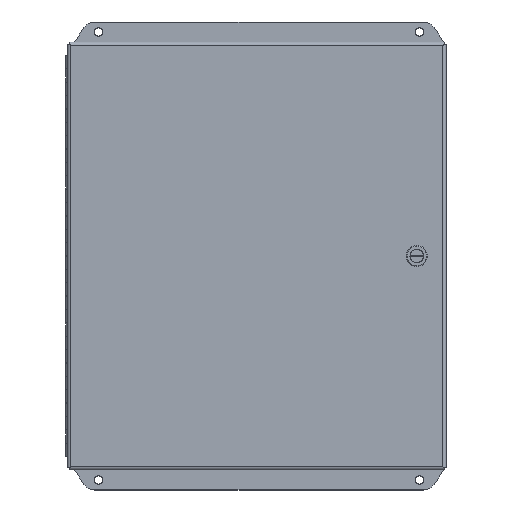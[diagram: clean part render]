
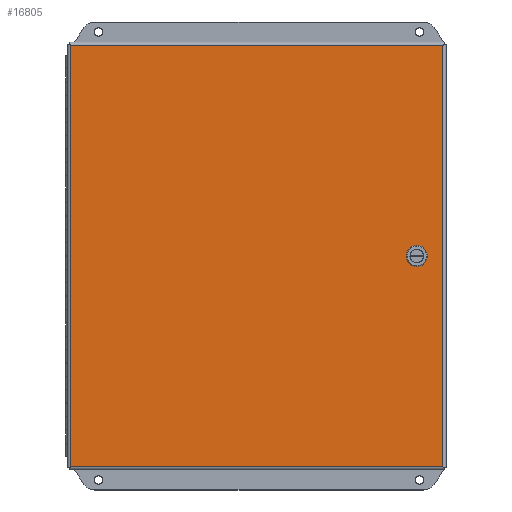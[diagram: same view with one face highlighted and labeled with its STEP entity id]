
A CAD part, front view. The second image highlights one B-rep face of the part: STEP entity #16805.
In plain terms, the highlighted planar face has unit normal (0, -1, 0).
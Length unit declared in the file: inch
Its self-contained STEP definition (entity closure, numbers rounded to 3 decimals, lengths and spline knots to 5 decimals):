
#454 = CARTESIAN_POINT ( 'NONE',  ( -7.0455, -8.61697, -7.8785 ) ) ;
#814 = VERTEX_POINT ( 'NONE', #19675 ) ;
#823 = EDGE_CURVE ( 'NONE', #20791, #4517, #7017, .T. ) ;
#947 = DIRECTION ( 'NONE',  ( 0., 0., 1. ) ) ;
#1020 = DIRECTION ( 'NONE',  ( 0., 0., -1. ) ) ;
#1801 = CARTESIAN_POINT ( 'NONE',  ( 6.231, -8.61697, -0.07559 ) ) ;
#2493 = VERTEX_POINT ( 'NONE', #22894 ) ;
#2942 = CARTESIAN_POINT ( 'NONE',  ( 6.231, -8.61697, 0.07559 ) ) ;
#3377 = ORIENTED_EDGE ( 'NONE', *, *, #6858, .T. ) ;
#3538 = EDGE_CURVE ( 'NONE', #2493, #20791, #15523, .T. ) ;
#3912 = CARTESIAN_POINT ( 'NONE',  ( 5.82441, -8.61697, 0.331 ) ) ;
#4277 = CARTESIAN_POINT ( 'NONE',  ( 5.97559, -8.61697, -0.331 ) ) ;
#4425 = CARTESIAN_POINT ( 'NONE',  ( 6.8785, -8.61697, 7.8785 ) ) ;
#4517 = VERTEX_POINT ( 'NONE', #10038 ) ;
#4632 = EDGE_CURVE ( 'NONE', #17360, #5878, #15281, .T. ) ;
#4705 = CARTESIAN_POINT ( 'NONE',  ( 5.569, -8.61697, 0.07559 ) ) ;
#5094 = VERTEX_POINT ( 'NONE', #4425 ) ;
#5773 = VECTOR ( 'NONE', #22802, 39.37008 ) ;
#5855 = CARTESIAN_POINT ( 'NONE',  ( 5.82441, -8.61697, -0.331 ) ) ;
#5878 = VERTEX_POINT ( 'NONE', #6904 ) ;
#6403 = DIRECTION ( 'NONE',  ( 0., 0., -1. ) ) ;
#6500 = CARTESIAN_POINT ( 'NONE',  ( 5.97559, -8.61697, 0.331 ) ) ;
#6687 = VECTOR ( 'NONE', #1020, 39.37008 ) ;
#6858 = EDGE_CURVE ( 'NONE', #4517, #5094, #25984, .T. ) ;
#6904 = CARTESIAN_POINT ( 'NONE',  ( 5.82441, -8.61697, 0.331 ) ) ;
#7017 = LINE ( 'NONE', #21667, #15549 ) ;
#7228 = LINE ( 'NONE', #14040, #22990 ) ;
#7429 = EDGE_CURVE ( 'NONE', #17213, #814, #22347, .T. ) ;
#7494 = ORIENTED_EDGE ( 'NONE', *, *, #7429, .F. ) ;
#7557 = CARTESIAN_POINT ( 'NONE',  ( 5.569, -8.61697, -0.07559 ) ) ;
#7603 = LINE ( 'NONE', #8022, #5773 ) ;
#8022 = CARTESIAN_POINT ( 'NONE',  ( 6.231, -8.61697, -0.07559 ) ) ;
#8024 = LINE ( 'NONE', #14569, #24429 ) ;
#8147 = VERTEX_POINT ( 'NONE', #8373 ) ;
#8373 = CARTESIAN_POINT ( 'NONE',  ( 5.82441, -8.61697, -0.331 ) ) ;
#8505 = CARTESIAN_POINT ( 'NONE',  ( 6.8785, -8.61697, -7.8785 ) ) ;
#8521 = PLANE ( 'NONE',  #17148 ) ;
#8848 = DIRECTION ( 'NONE',  ( 0., 0., -1. ) ) ;
#9214 = CARTESIAN_POINT ( 'NONE',  ( 6.231, -8.61697, 0.07559 ) ) ;
#9394 = VERTEX_POINT ( 'NONE', #9214 ) ;
#9435 = VECTOR ( 'NONE', #11009, 39.37008 ) ;
#9640 = VECTOR ( 'NONE', #24453, 39.37008 ) ;
#9981 = VERTEX_POINT ( 'NONE', #4277 ) ;
#10019 = DIRECTION ( 'NONE',  ( -1., 0., 0. ) ) ;
#10038 = CARTESIAN_POINT ( 'NONE',  ( 6.8785, -8.61697, -7.8785 ) ) ;
#10245 = LINE ( 'NONE', #5855, #26215 ) ;
#10630 = DIRECTION ( 'NONE',  ( 0., 0., 1. ) ) ;
#10929 = ORIENTED_EDGE ( 'NONE', *, *, #823, .T. ) ;
#11009 = DIRECTION ( 'NONE',  ( -1., 0., 0. ) ) ;
#11420 = EDGE_CURVE ( 'NONE', #5878, #17213, #19629, .T. ) ;
#11476 = ORIENTED_EDGE ( 'NONE', *, *, #16281, .F. ) ;
#11989 = ORIENTED_EDGE ( 'NONE', *, *, #3538, .T. ) ;
#12173 = VERTEX_POINT ( 'NONE', #1801 ) ;
#13811 = EDGE_CURVE ( 'NONE', #5094, #2493, #8024, .T. ) ;
#14040 = CARTESIAN_POINT ( 'NONE',  ( 5.97559, -8.61697, 0.331 ) ) ;
#14475 = EDGE_CURVE ( 'NONE', #12173, #9394, #18001, .T. ) ;
#14519 = DIRECTION ( 'NONE',  ( 0.707, 0., -0.707 ) ) ;
#14544 = ORIENTED_EDGE ( 'NONE', *, *, #13811, .T. ) ;
#14569 = CARTESIAN_POINT ( 'NONE',  ( -7.0455, -8.61697, 7.8785 ) ) ;
#15086 = EDGE_LOOP ( 'NONE', ( #28081, #20470, #7494, #17911, #20120, #26870, #25118, #11476 ) ) ;
#15281 = LINE ( 'NONE', #3912, #9435 ) ;
#15523 = LINE ( 'NONE', #454, #22202 ) ;
#15549 = VECTOR ( 'NONE', #17533, 39.37008 ) ;
#15721 = EDGE_CURVE ( 'NONE', #9394, #17360, #7228, .T. ) ;
#15850 = CARTESIAN_POINT ( 'NONE',  ( -7.0455, -8.61697, -7.8785 ) ) ;
#16281 = EDGE_CURVE ( 'NONE', #9981, #12173, #7603, .T. ) ;
#16805 = ADVANCED_FACE ( 'NONE', ( #28000, #19312 ), #8521, .T. ) ;
#17148 = AXIS2_PLACEMENT_3D ( 'NONE', #17189, #25866, #6403 ) ;
#17189 = CARTESIAN_POINT ( 'NONE',  ( -7.0455, -8.61697, -7.8785 ) ) ;
#17213 = VERTEX_POINT ( 'NONE', #19011 ) ;
#17360 = VERTEX_POINT ( 'NONE', #6500 ) ;
#17533 = DIRECTION ( 'NONE',  ( 1., 0., 0. ) ) ;
#17911 = ORIENTED_EDGE ( 'NONE', *, *, #11420, .F. ) ;
#18001 = LINE ( 'NONE', #2942, #26290 ) ;
#19011 = CARTESIAN_POINT ( 'NONE',  ( 5.569, -8.61697, 0.07559 ) ) ;
#19059 = CARTESIAN_POINT ( 'NONE',  ( 5.97559, -8.61697, -0.331 ) ) ;
#19060 = VECTOR ( 'NONE', #23180, 39.37008 ) ;
#19312 = FACE_OUTER_BOUND ( 'NONE', #23512, .T. ) ;
#19629 = LINE ( 'NONE', #4705, #9640 ) ;
#19675 = CARTESIAN_POINT ( 'NONE',  ( 5.569, -8.61697, -0.07559 ) ) ;
#20120 = ORIENTED_EDGE ( 'NONE', *, *, #4632, .F. ) ;
#20470 = ORIENTED_EDGE ( 'NONE', *, *, #22697, .F. ) ;
#20565 = DIRECTION ( 'NONE',  ( -0.707, 0., 0.707 ) ) ;
#20791 = VERTEX_POINT ( 'NONE', #15850 ) ;
#21667 = CARTESIAN_POINT ( 'NONE',  ( -7.0455, -8.61697, -7.8785 ) ) ;
#22202 = VECTOR ( 'NONE', #8848, 39.37008 ) ;
#22347 = LINE ( 'NONE', #7557, #6687 ) ;
#22697 = EDGE_CURVE ( 'NONE', #814, #8147, #10245, .T. ) ;
#22802 = DIRECTION ( 'NONE',  ( 0.707, 0., 0.707 ) ) ;
#22894 = CARTESIAN_POINT ( 'NONE',  ( -7.0455, -8.61697, 7.8785 ) ) ;
#22990 = VECTOR ( 'NONE', #20565, 39.37008 ) ;
#23180 = DIRECTION ( 'NONE',  ( 1., 0., 0. ) ) ;
#23512 = EDGE_LOOP ( 'NONE', ( #3377, #14544, #11989, #10929 ) ) ;
#24429 = VECTOR ( 'NONE', #10019, 39.37008 ) ;
#24453 = DIRECTION ( 'NONE',  ( -0.707, 0., -0.707 ) ) ;
#25118 = ORIENTED_EDGE ( 'NONE', *, *, #14475, .F. ) ;
#25866 = DIRECTION ( 'NONE',  ( 0., -1., 0. ) ) ;
#25984 = LINE ( 'NONE', #8505, #27516 ) ;
#26215 = VECTOR ( 'NONE', #14519, 39.37008 ) ;
#26290 = VECTOR ( 'NONE', #947, 39.37008 ) ;
#26870 = ORIENTED_EDGE ( 'NONE', *, *, #15721, .F. ) ;
#27366 = EDGE_CURVE ( 'NONE', #8147, #9981, #27879, .T. ) ;
#27516 = VECTOR ( 'NONE', #10630, 39.37008 ) ;
#27879 = LINE ( 'NONE', #19059, #19060 ) ;
#28000 = FACE_BOUND ( 'NONE', #15086, .T. ) ;
#28081 = ORIENTED_EDGE ( 'NONE', *, *, #27366, .F. ) ;
